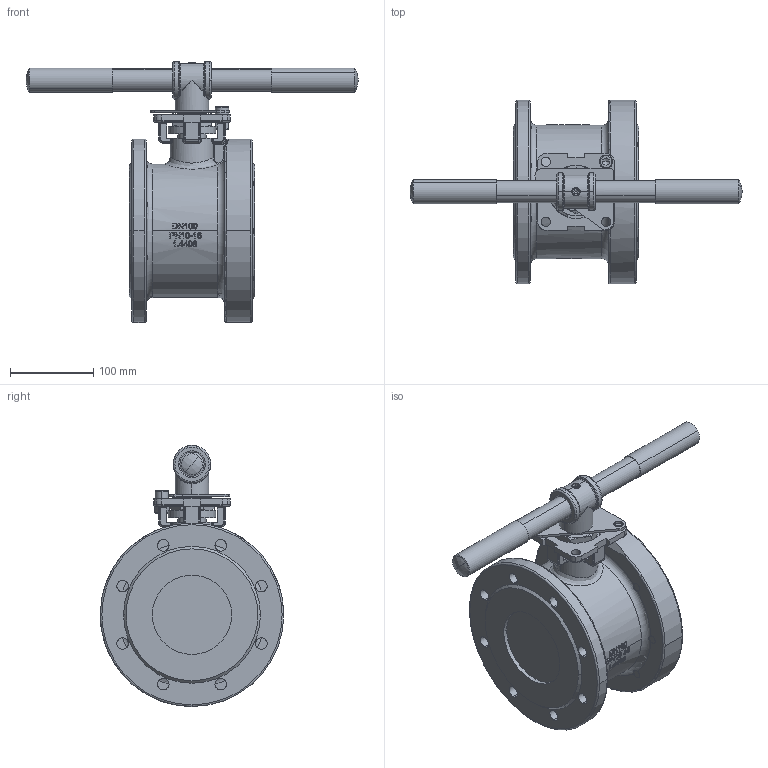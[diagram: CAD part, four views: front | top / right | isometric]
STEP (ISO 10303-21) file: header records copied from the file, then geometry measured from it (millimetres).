
FILE_DESCRIPTION(('HOOPS Exchange Step'),'2;1');
FILE_NAME('FK0300_DN100.stp','2025-07-24T11:54:06+02:00',('nieru'),('Unknown organisation'),'HOOPS Exchange 2024.2','HOOPS Exchange','Unknown authorisation');
FILE_SCHEMA( ('AP203_CONFIGURATION_CONTROLLED_3D_DESIGN_OF_MECHANICAL_PARTS_AND_ASSEMBLIES_MIM_LF') );
Length unit declared in the file: millimetre
Products named in the file (2): 0; root
Assembly tree (1 placements, depth 2):
  root
    0
Bounding box: 397.92 x 220 x 312.96 mm (x, y, z)
Volume: 4019392.6 mm3; surface area: 348599.4 mm2
Topology: 1 solids, 13 shells, 1097 faces, 2962 edges, 1921 vertices
Faces by surface type: cylinder 359, plane 322, bspline 228, torus 94, cone 82, sphere 12
Entity records: 62905 total; most frequent: CARTESIAN_POINT 37310, ORIENTED_EDGE 5876, DIRECTION 4602, EDGE_CURVE 2938, VERTEX_POINT 1921, AXIS2_PLACEMENT_3D 1816, EDGE_LOOP 1221, FACE_BOUND 1221
